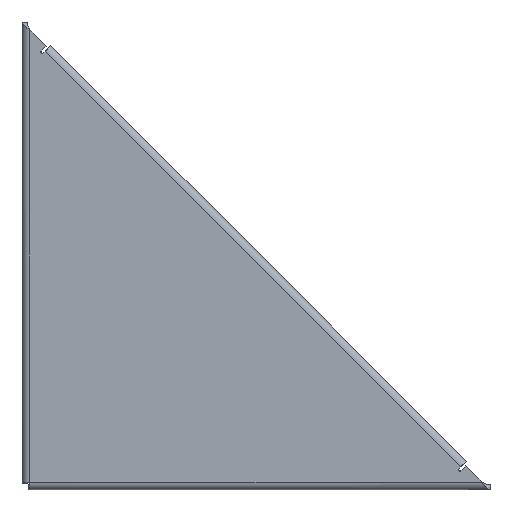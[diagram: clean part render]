
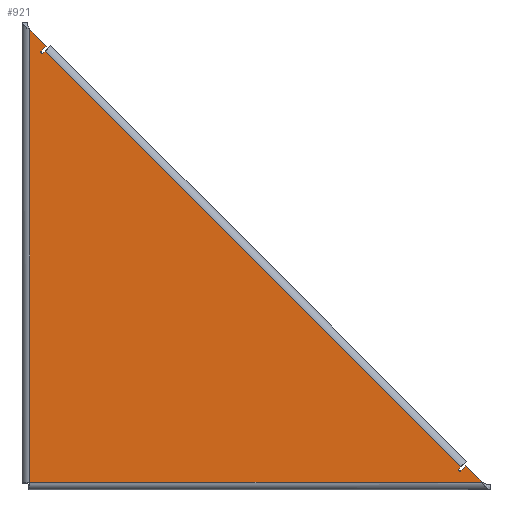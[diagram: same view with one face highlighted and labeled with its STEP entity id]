
A CAD part, left-side view. The second image highlights one B-rep face of the part: STEP entity #921.
In plain terms, the highlighted planar face has unit normal (-1, 0, 0).
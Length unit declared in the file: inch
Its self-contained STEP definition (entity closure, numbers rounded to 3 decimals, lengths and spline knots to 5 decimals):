
#252 = AXIS2_PLACEMENT_3D ( 'NONE', #2778, #2794, #2811 ) ;
#311 = LINE ( 'NONE', #2132, #3701 ) ;
#326 = DIRECTION ( 'NONE',  ( 0., 0., 1. ) ) ;
#403 = PLANE ( 'NONE',  #2970 ) ;
#450 = EDGE_LOOP ( 'NONE', ( #3367, #483, #2374, #3813, #2607, #2935, #1032, #3600, #2978, #4058, #3942 ) ) ;
#483 = ORIENTED_EDGE ( 'NONE', *, *, #1996, .F. ) ;
#518 = CARTESIAN_POINT ( 'NONE',  ( -0.1196, -0.43658, 9.90446 ) ) ;
#525 = CARTESIAN_POINT ( 'NONE',  ( -0.1196, 0., 0. ) ) ;
#530 = DIRECTION ( 'NONE',  ( 1., 0., 0. ) ) ;
#551 = DIRECTION ( 'NONE',  ( 0., 0., -1. ) ) ;
#572 = AXIS2_PLACEMENT_3D ( 'NONE', #2029, #2064, #2094 ) ;
#632 = VECTOR ( 'NONE', #2125, 39.37008 ) ;
#662 = CARTESIAN_POINT ( 'NONE',  ( -0.1196, 0., 10.56 ) ) ;
#667 = DIRECTION ( 'NONE',  ( 0., -0.707, -0.707 ) ) ;
#668 = VERTEX_POINT ( 'NONE', #3620 ) ;
#921 = ADVANCED_FACE ( 'NONE', ( #4392 ), #403, .F. ) ;
#956 = CARTESIAN_POINT ( 'NONE',  ( -0.1196, -10.01394, 0.54606 ) ) ;
#967 = DIRECTION ( 'NONE',  ( 0., -0.707, 0.707 ) ) ;
#1021 = DIRECTION ( 'NONE',  ( 0., -0.707, -0.707 ) ) ;
#1032 = ORIENTED_EDGE ( 'NONE', *, *, #2162, .F. ) ;
#1034 = CARTESIAN_POINT ( 'NONE',  ( -0.1196, -10.3804, 0.1796 ) ) ;
#1123 = EDGE_CURVE ( 'NONE', #668, #1952, #2664, .T. ) ;
#1149 = VERTEX_POINT ( 'NONE', #518 ) ;
#1230 = VERTEX_POINT ( 'NONE', #2684 ) ;
#1250 = CARTESIAN_POINT ( 'NONE',  ( -0.1196, -0.1796, 10.3804 ) ) ;
#1269 = CARTESIAN_POINT ( 'NONE',  ( -0.1196, -0.47887, 9.86217 ) ) ;
#1281 = EDGE_CURVE ( 'NONE', #2379, #668, #311, .T. ) ;
#1397 = CARTESIAN_POINT ( 'NONE',  ( -0.1196, 0., 10.56 ) ) ;
#1447 = VERTEX_POINT ( 'NONE', #2783 ) ;
#1491 = LINE ( 'NONE', #956, #1704 ) ;
#1525 = LINE ( 'NONE', #662, #2092 ) ;
#1600 = LINE ( 'NONE', #3602, #3208 ) ;
#1610 = VERTEX_POINT ( 'NONE', #3309 ) ;
#1620 = DIRECTION ( 'NONE',  ( 0., 1., 0. ) ) ;
#1631 = EDGE_CURVE ( 'NONE', #1230, #2926, #1600, .T. ) ;
#1650 = LINE ( 'NONE', #1397, #2027 ) ;
#1704 = VECTOR ( 'NONE', #967, 39.37008 ) ;
#1824 = LINE ( 'NONE', #2752, #2179 ) ;
#1837 = VERTEX_POINT ( 'NONE', #2940 ) ;
#1884 = CARTESIAN_POINT ( 'NONE',  ( -0.1196, -9.90446, 0.52115 ) ) ;
#1917 = CARTESIAN_POINT ( 'NONE',  ( -0.1196, -9.90446, 0.43658 ) ) ;
#1952 = VERTEX_POINT ( 'NONE', #1250 ) ;
#1972 = EDGE_CURVE ( 'NONE', #3938, #1610, #2656, .T. ) ;
#1980 = VERTEX_POINT ( 'NONE', #1269 ) ;
#1987 = CARTESIAN_POINT ( 'NONE',  ( -0.1196, -0.1796, 0. ) ) ;
#1996 = EDGE_CURVE ( 'NONE', #2926, #1610, #2576, .T. ) ;
#2006 = EDGE_CURVE ( 'NONE', #1980, #1230, #2569, .T. ) ;
#2027 = VECTOR ( 'NONE', #1021, 39.37008 ) ;
#2029 = CARTESIAN_POINT ( 'NONE',  ( -0.1196, -9.88331, 0.45772 ) ) ;
#2040 = EDGE_CURVE ( 'NONE', #1980, #1149, #2492, .T. ) ;
#2064 = DIRECTION ( 'NONE',  ( 1., 0., 0. ) ) ;
#2069 = EDGE_CURVE ( 'NONE', #1447, #1149, #1824, .T. ) ;
#2092 = VECTOR ( 'NONE', #667, 39.37008 ) ;
#2094 = DIRECTION ( 'NONE',  ( 0., 0., 1. ) ) ;
#2125 = DIRECTION ( 'NONE',  ( 0., 0.707, -0.707 ) ) ;
#2132 = CARTESIAN_POINT ( 'NONE',  ( -0.1196, 0., 0.1796 ) ) ;
#2162 = EDGE_CURVE ( 'NONE', #1952, #1447, #1525, .T. ) ;
#2179 = VECTOR ( 'NONE', #3002, 39.37008 ) ;
#2185 = EDGE_CURVE ( 'NONE', #1837, #2379, #1650, .T. ) ;
#2218 = EDGE_CURVE ( 'NONE', #3938, #1837, #1491, .T. ) ;
#2374 = ORIENTED_EDGE ( 'NONE', *, *, #1631, .F. ) ;
#2379 = VERTEX_POINT ( 'NONE', #1034 ) ;
#2405 = CARTESIAN_POINT ( 'NONE',  ( -0.1196, -0.47887, 9.86217 ) ) ;
#2473 = DIRECTION ( 'NONE',  ( 0., -0.707, 0.707 ) ) ;
#2492 = CIRCLE ( 'NONE', #252, 0.0299 ) ;
#2569 = LINE ( 'NONE', #2405, #4637 ) ;
#2576 = LINE ( 'NONE', #3370, #632 ) ;
#2607 = ORIENTED_EDGE ( 'NONE', *, *, #2040, .T. ) ;
#2656 = CIRCLE ( 'NONE', #572, 0.0299 ) ;
#2664 = LINE ( 'NONE', #1987, #4808 ) ;
#2684 = CARTESIAN_POINT ( 'NONE',  ( -0.1196, -0.52115, 9.90446 ) ) ;
#2752 = CARTESIAN_POINT ( 'NONE',  ( -0.1196, -0.43658, 9.90446 ) ) ;
#2778 = CARTESIAN_POINT ( 'NONE',  ( -0.1196, -0.45772, 9.88331 ) ) ;
#2783 = CARTESIAN_POINT ( 'NONE',  ( -0.1196, -0.54606, 10.01394 ) ) ;
#2794 = DIRECTION ( 'NONE',  ( 1., 0., 0. ) ) ;
#2811 = DIRECTION ( 'NONE',  ( 0., 0., 1. ) ) ;
#2926 = VERTEX_POINT ( 'NONE', #1884 ) ;
#2935 = ORIENTED_EDGE ( 'NONE', *, *, #2069, .F. ) ;
#2940 = CARTESIAN_POINT ( 'NONE',  ( -0.1196, -10.01394, 0.54606 ) ) ;
#2970 = AXIS2_PLACEMENT_3D ( 'NONE', #525, #530, #551 ) ;
#2978 = ORIENTED_EDGE ( 'NONE', *, *, #1281, .F. ) ;
#3002 = DIRECTION ( 'NONE',  ( 0., 0.707, -0.707 ) ) ;
#3208 = VECTOR ( 'NONE', #3633, 39.37008 ) ;
#3309 = CARTESIAN_POINT ( 'NONE',  ( -0.1196, -9.86217, 0.47887 ) ) ;
#3367 = ORIENTED_EDGE ( 'NONE', *, *, #1972, .T. ) ;
#3370 = CARTESIAN_POINT ( 'NONE',  ( -0.1196, -9.90446, 0.52115 ) ) ;
#3600 = ORIENTED_EDGE ( 'NONE', *, *, #1123, .F. ) ;
#3602 = CARTESIAN_POINT ( 'NONE',  ( -0.1196, -0.52115, 9.90446 ) ) ;
#3620 = CARTESIAN_POINT ( 'NONE',  ( -0.1196, -0.1796, 0.1796 ) ) ;
#3633 = DIRECTION ( 'NONE',  ( 0., -0.707, -0.707 ) ) ;
#3701 = VECTOR ( 'NONE', #1620, 39.37008 ) ;
#3813 = ORIENTED_EDGE ( 'NONE', *, *, #2006, .F. ) ;
#3938 = VERTEX_POINT ( 'NONE', #1917 ) ;
#3942 = ORIENTED_EDGE ( 'NONE', *, *, #2218, .F. ) ;
#4058 = ORIENTED_EDGE ( 'NONE', *, *, #2185, .F. ) ;
#4392 = FACE_OUTER_BOUND ( 'NONE', #450, .T. ) ;
#4637 = VECTOR ( 'NONE', #2473, 39.37008 ) ;
#4808 = VECTOR ( 'NONE', #326, 39.37008 ) ;
